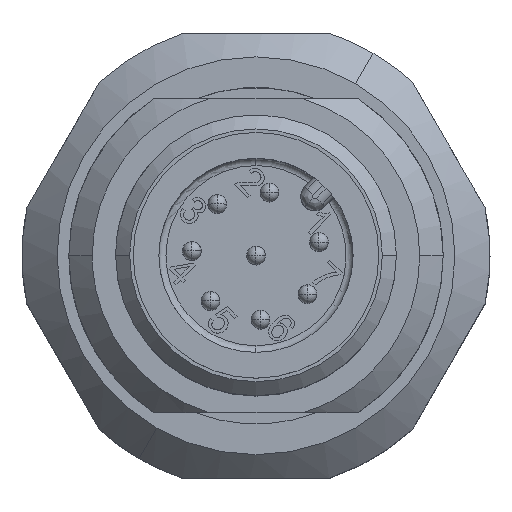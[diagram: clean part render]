
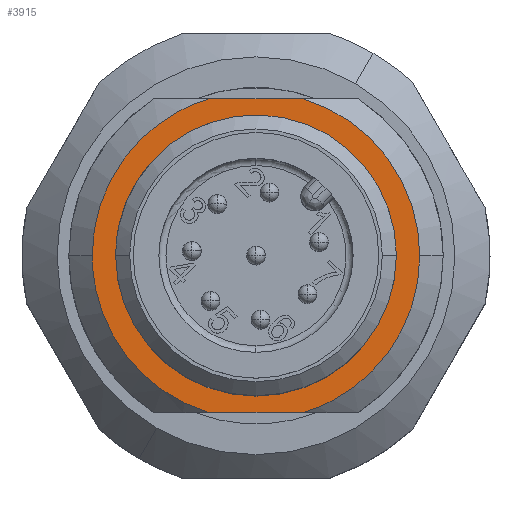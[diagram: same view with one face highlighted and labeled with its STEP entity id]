
A CAD part, top view. The second image highlights one B-rep face of the part: STEP entity #3915.
In plain terms, the highlighted planar face has unit normal (0, 0, 1).
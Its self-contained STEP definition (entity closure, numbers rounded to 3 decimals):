
#3807=AXIS2_PLACEMENT_3D('Circle Axis2P3D',#3805,#3806,$) ;
#3821=AXIS2_PLACEMENT_3D('Plane Axis2P3D',#3818,#3819,#3820) ;
#3899=AXIS2_PLACEMENT_3D('Circle Axis2P3D',#3897,#3898,$) ;
#3908=AXIS2_PLACEMENT_3D('Circle Axis2P3D',#3906,#3907,$) ;
#3793=CARTESIAN_POINT('Vertex',(17.,9.5,24.)) ;
#3802=CARTESIAN_POINT('Vertex',(12.027,16.2,24.)) ;
#3805=CARTESIAN_POINT('Axis2P3D Location',(10.,9.5,24.)) ;
#3818=CARTESIAN_POINT('Axis2P3D Location',(3.,9.5,24.)) ;
#3823=CARTESIAN_POINT('Line Origine',(10.,16.2,24.)) ;
#3827=CARTESIAN_POINT('Vertex',(7.973,16.2,24.)) ;
#3831=CARTESIAN_POINT('Control Point',(3.,9.5,24.)) ;
#3832=CARTESIAN_POINT('Control Point',(3.,9.656,24.)) ;
#3833=CARTESIAN_POINT('Control Point',(3.004,9.813,24.)) ;
#3834=CARTESIAN_POINT('Control Point',(3.013,9.969,24.)) ;
#3835=CARTESIAN_POINT('Control Point',(3.081,10.771,24.)) ;
#3836=CARTESIAN_POINT('Control Point',(3.263,11.56,24.)) ;
#3837=CARTESIAN_POINT('Control Point',(3.483,12.176,24.)) ;
#3838=CARTESIAN_POINT('Control Point',(4.061,13.346,24.)) ;
#3839=CARTESIAN_POINT('Control Point',(4.892,14.352,24.)) ;
#3840=CARTESIAN_POINT('Control Point',(5.364,14.805,24.)) ;
#3841=CARTESIAN_POINT('Control Point',(6.153,15.403,24.)) ;
#3842=CARTESIAN_POINT('Control Point',(7.029,15.852,24.)) ;
#3843=CARTESIAN_POINT('Control Point',(7.337,15.987,24.)) ;
#3844=CARTESIAN_POINT('Control Point',(7.652,16.103,24.)) ;
#3845=CARTESIAN_POINT('Control Point',(7.973,16.2,24.)) ;
#3846=CARTESIAN_POINT('Vertex',(3.,9.5,24.)) ;
#3850=CARTESIAN_POINT('Control Point',(7.973,2.8,24.)) ;
#3851=CARTESIAN_POINT('Control Point',(7.352,2.988,24.)) ;
#3852=CARTESIAN_POINT('Control Point',(6.754,3.247,24.)) ;
#3853=CARTESIAN_POINT('Control Point',(6.188,3.575,24.)) ;
#3854=CARTESIAN_POINT('Control Point',(5.143,4.356,24.)) ;
#3855=CARTESIAN_POINT('Control Point',(4.303,5.355,24.)) ;
#3856=CARTESIAN_POINT('Control Point',(3.943,5.901,24.)) ;
#3857=CARTESIAN_POINT('Control Point',(3.428,6.926,24.)) ;
#3858=CARTESIAN_POINT('Control Point',(3.129,8.03,24.)) ;
#3859=CARTESIAN_POINT('Control Point',(3.043,8.517,24.)) ;
#3860=CARTESIAN_POINT('Control Point',(3.,9.008,24.)) ;
#3861=CARTESIAN_POINT('Control Point',(3.,9.5,24.)) ;
#3862=CARTESIAN_POINT('Vertex',(7.973,2.8,24.)) ;
#3865=CARTESIAN_POINT('Line Origine',(10.,2.8,24.)) ;
#3869=CARTESIAN_POINT('Vertex',(12.027,2.8,24.)) ;
#3873=CARTESIAN_POINT('Control Point',(17.,9.5,24.)) ;
#3874=CARTESIAN_POINT('Control Point',(17.,9.344,24.)) ;
#3875=CARTESIAN_POINT('Control Point',(16.996,9.187,24.)) ;
#3876=CARTESIAN_POINT('Control Point',(16.987,9.031,24.)) ;
#3877=CARTESIAN_POINT('Control Point',(16.919,8.229,24.)) ;
#3878=CARTESIAN_POINT('Control Point',(16.737,7.44,24.)) ;
#3879=CARTESIAN_POINT('Control Point',(16.517,6.824,24.)) ;
#3880=CARTESIAN_POINT('Control Point',(15.939,5.654,24.)) ;
#3881=CARTESIAN_POINT('Control Point',(15.108,4.648,24.)) ;
#3882=CARTESIAN_POINT('Control Point',(14.636,4.195,24.)) ;
#3883=CARTESIAN_POINT('Control Point',(13.847,3.597,24.)) ;
#3884=CARTESIAN_POINT('Control Point',(12.971,3.148,24.)) ;
#3885=CARTESIAN_POINT('Control Point',(12.663,3.013,24.)) ;
#3886=CARTESIAN_POINT('Control Point',(12.348,2.897,24.)) ;
#3887=CARTESIAN_POINT('Control Point',(12.027,2.8,24.)) ;
#3897=CARTESIAN_POINT('Axis2P3D Location',(10.,9.5,24.)) ;
#3901=CARTESIAN_POINT('Vertex',(16.,9.5,24.)) ;
#3903=CARTESIAN_POINT('Vertex',(4.,9.5,24.)) ;
#3906=CARTESIAN_POINT('Axis2P3D Location',(10.,9.5,24.)) ;
#3806=DIRECTION('Axis2P3D Direction',(0.,0.,-1.)) ;
#3819=DIRECTION('Axis2P3D Direction',(0.,0.,1.)) ;
#3820=DIRECTION('Axis2P3D XDirection',(0.,1.,0.)) ;
#3824=DIRECTION('Vector Direction',(-1.,0.,0.)) ;
#3866=DIRECTION('Vector Direction',(1.,0.,0.)) ;
#3898=DIRECTION('Axis2P3D Direction',(0.,0.,1.)) ;
#3907=DIRECTION('Axis2P3D Direction',(0.,0.,1.)) ;
#3825=VECTOR('Line Direction',#3824,1.) ;
#3867=VECTOR('Line Direction',#3866,1.) ;
#3890=ORIENTED_EDGE('',*,*,#3829,.T.) ;
#3891=ORIENTED_EDGE('',*,*,#3848,.F.) ;
#3892=ORIENTED_EDGE('',*,*,#3864,.F.) ;
#3893=ORIENTED_EDGE('',*,*,#3871,.T.) ;
#3894=ORIENTED_EDGE('',*,*,#3888,.F.) ;
#3895=ORIENTED_EDGE('',*,*,#3809,.F.) ;
#3912=ORIENTED_EDGE('',*,*,#3905,.F.) ;
#3913=ORIENTED_EDGE('',*,*,#3910,.F.) ;
#3914=FACE_BOUND('',#3911,.T.) ;
#3915=ADVANCED_FACE('Volumenk\X2\00F6\X0\rper1',(#3896,#3914),#3822,.T.) ;
#3830=B_SPLINE_CURVE_WITH_KNOTS('',5,(#3831,#3832,#3833,#3834,#3835,#3836,#3837,#3838,#3839,#3840,#3841,#3842,#3843,#3844,#3845),.UNSPECIFIED.,.F.,.U.,(6,3,3,3,6),(12.641,13.748,18.33,22.913,25.283),.UNSPECIFIED.) ;
#3849=B_SPLINE_CURVE_WITH_KNOTS('',5,(#3850,#3851,#3852,#3853,#3854,#3855,#3856,#3857,#3858,#3859,#3860,#3861),.UNSPECIFIED.,.F.,.U.,(6,3,3,6),(0.,4.583,9.165,12.641),.UNSPECIFIED.) ;
#3872=B_SPLINE_CURVE_WITH_KNOTS('',5,(#3873,#3874,#3875,#3876,#3877,#3878,#3879,#3880,#3881,#3882,#3883,#3884,#3885,#3886,#3887),.UNSPECIFIED.,.F.,.U.,(6,3,3,3,6),(12.641,13.748,18.33,22.913,25.283),.UNSPECIFIED.) ;
#3808=CIRCLE('generated circle',#3807,7.) ;
#3900=CIRCLE('generated circle',#3899,6.) ;
#3909=CIRCLE('generated circle',#3908,6.) ;
#3809=EDGE_CURVE('',#3803,#3794,#3808,.T.) ;
#3829=EDGE_CURVE('',#3803,#3828,#3826,.T.) ;
#3848=EDGE_CURVE('',#3847,#3828,#3830,.T.) ;
#3864=EDGE_CURVE('',#3863,#3847,#3849,.T.) ;
#3871=EDGE_CURVE('',#3863,#3870,#3868,.T.) ;
#3888=EDGE_CURVE('',#3794,#3870,#3872,.T.) ;
#3905=EDGE_CURVE('',#3902,#3904,#3900,.T.) ;
#3910=EDGE_CURVE('',#3904,#3902,#3909,.T.) ;
#3889=EDGE_LOOP('',(#3890,#3891,#3892,#3893,#3894,#3895)) ;
#3911=EDGE_LOOP('',(#3912,#3913)) ;
#3896=FACE_OUTER_BOUND('',#3889,.T.) ;
#3826=LINE('Line',#3823,#3825) ;
#3868=LINE('Line',#3865,#3867) ;
#3822=PLANE('',#3821) ;
#3794=VERTEX_POINT('',#3793) ;
#3803=VERTEX_POINT('',#3802) ;
#3828=VERTEX_POINT('',#3827) ;
#3847=VERTEX_POINT('',#3846) ;
#3863=VERTEX_POINT('',#3862) ;
#3870=VERTEX_POINT('',#3869) ;
#3902=VERTEX_POINT('',#3901) ;
#3904=VERTEX_POINT('',#3903) ;
